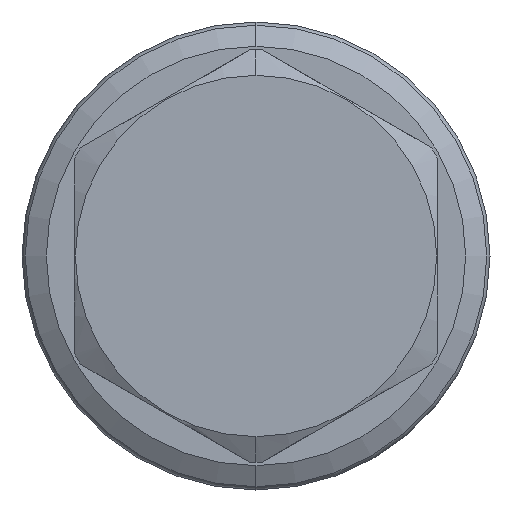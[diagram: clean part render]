
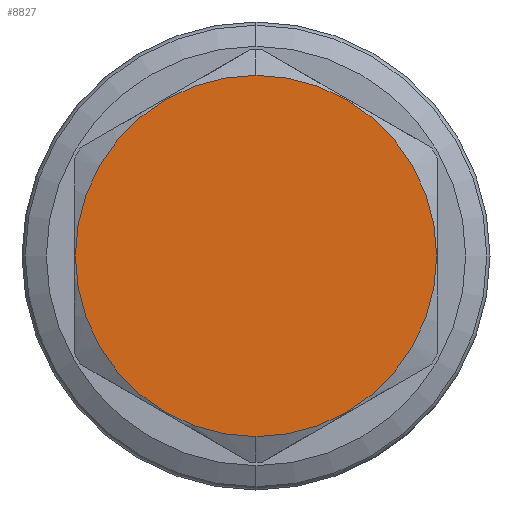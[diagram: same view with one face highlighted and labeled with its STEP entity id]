
A CAD part, left-side view. The second image highlights one B-rep face of the part: STEP entity #8827.
In plain terms, the highlighted planar face has unit normal (-1, 0, 0).
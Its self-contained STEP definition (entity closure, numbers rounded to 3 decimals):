
#399 = EDGE_CURVE ( 'NONE', #2447, #2503, #2610, .T. ) ;
#651 = CARTESIAN_POINT ( 'NONE',  ( 0., 0., 0. ) ) ;
#652 = DIRECTION ( 'NONE',  ( -1., 0., 0. ) ) ;
#653 = DIRECTION ( 'NONE',  ( 0., 0., 1. ) ) ;
#1483 = EDGE_LOOP ( 'NONE', ( #1527, #1524 ) ) ;
#1524 = ORIENTED_EDGE ( 'NONE', *, *, #8991, .T. ) ;
#1527 = ORIENTED_EDGE ( 'NONE', *, *, #399, .T. ) ;
#2447 = VERTEX_POINT ( 'NONE', #4293 ) ;
#2503 = VERTEX_POINT ( 'NONE', #4349 ) ;
#2610 = CIRCLE ( 'NONE', #9402, 20.5 ) ;
#3275 = FACE_OUTER_BOUND ( 'NONE', #1483, .T. ) ;
#3369 = CIRCLE ( 'NONE', #3938, 20.5 ) ;
#3905 = AXIS2_PLACEMENT_3D ( 'NONE', #6468, #6478, #6479 ) ;
#3938 = AXIS2_PLACEMENT_3D ( 'NONE', #6919, #6920, #6921 ) ;
#4293 = CARTESIAN_POINT ( 'NONE',  ( 0., 0., -20.5 ) ) ;
#4349 = CARTESIAN_POINT ( 'NONE',  ( 0., 0., 20.5 ) ) ;
#6468 = CARTESIAN_POINT ( 'NONE',  ( 0., 0., -23.787 ) ) ;
#6476 = PLANE ( 'NONE',  #3905 ) ;
#6478 = DIRECTION ( 'NONE',  ( 1., 0., 0. ) ) ;
#6479 = DIRECTION ( 'NONE',  ( 0., 0., -1. ) ) ;
#6919 = CARTESIAN_POINT ( 'NONE',  ( 0., 0., 0. ) ) ;
#6920 = DIRECTION ( 'NONE',  ( -1., 0., 0. ) ) ;
#6921 = DIRECTION ( 'NONE',  ( 0., 0., 1. ) ) ;
#8827 = ADVANCED_FACE ( 'NONE', ( #3275 ), #6476, .F. ) ;
#8991 = EDGE_CURVE ( 'NONE', #2503, #2447, #3369, .T. ) ;
#9402 = AXIS2_PLACEMENT_3D ( 'NONE', #651, #652, #653 ) ;
